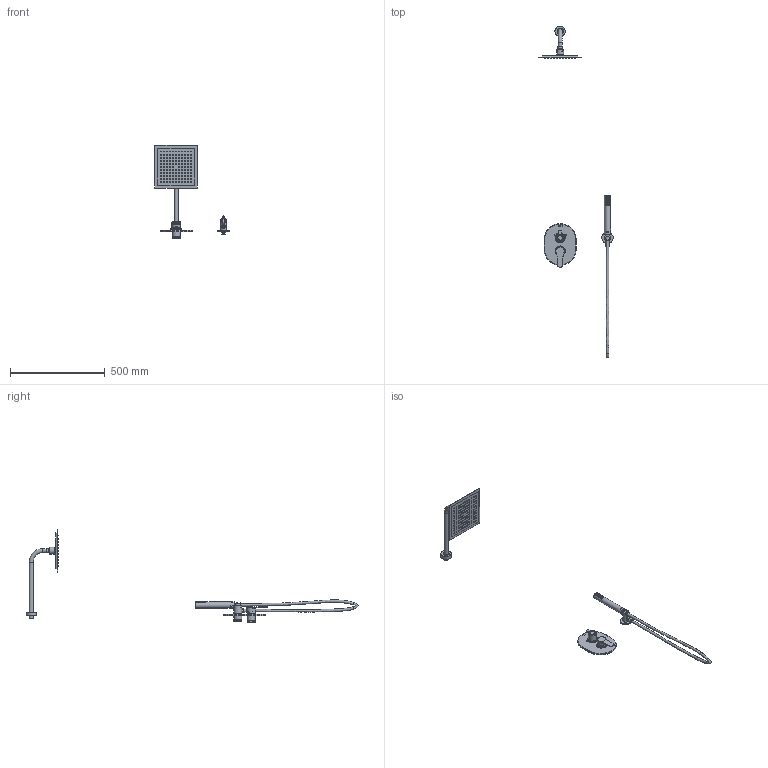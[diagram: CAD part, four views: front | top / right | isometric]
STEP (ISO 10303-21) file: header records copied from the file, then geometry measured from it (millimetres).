
FILE_DESCRIPTION (( 'STEP AP203' ), '1' );
FILE_NAME ('18CP01865.STEP', '2020-12-21T08:02:59', ( '' ), ( '' ), 'SwSTEP 2.0', 'SolidWorks 2018', '' );
FILE_SCHEMA (( 'CONFIG_CONTROL_DESIGN' ));
Products named in the file (1): 18CP01865
Bounding box: 392.5 x 1752.85 x 492 mm (x, y, z)
Volume: 1131726 mm3; surface area: 411194 mm2
Topology: 20 solids, 20 shells, 1833 faces, 3786 edges, 2353 vertices
Faces by surface type: plane 1345, cylinder 295, bspline 97, cone 49, torus 41, sphere 6
Full cylindrical faces by diameter (mm): 1 x120, 2.3 x1, 6 x1, 6.2 x1, 6.8 x1, 9.5 x1, 10.5 x1, 12.8 x1, 13.4 x1, 14 x1, 14.4 x1, 15 x1, 16 x1, 18 x3, 18.1 x1, 18.3 x1, 18.5 x2, 18.631 x1, 18.632 x1, 18.7 x1, 20.6 x1, 20.8 x1, 20.932 x1, 21 x5, 22 x2, 22.7 x1, 23.4 x1, 24 x1, 25 x1, 25.6 x1
Entity records: 61762 total; most frequent: CARTESIAN_POINT 24970, DIRECTION 7203, ORIENTED_EDGE 6806, EDGE_CURVE 3403, VECTOR 2561, LINE 2561, EDGE_LOOP 2539, AXIS2_PLACEMENT_3D 2321
